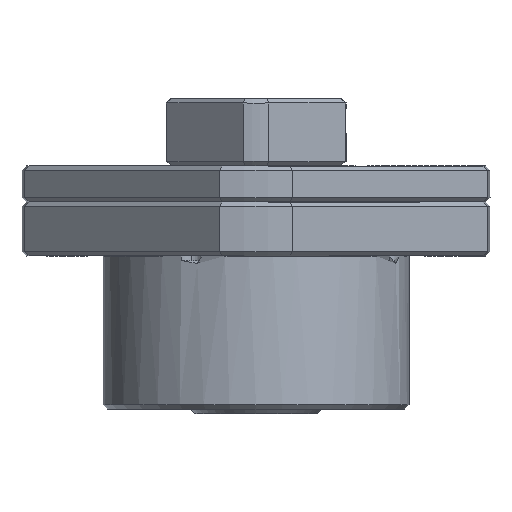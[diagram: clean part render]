
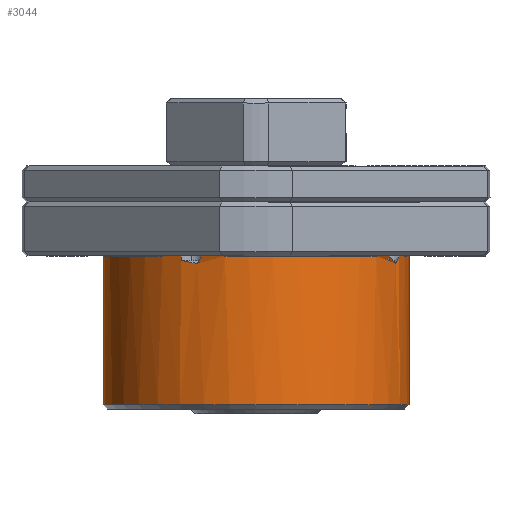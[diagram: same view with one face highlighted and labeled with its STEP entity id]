
A CAD part, front view. The second image highlights one B-rep face of the part: STEP entity #3044.
In plain terms, the highlighted cylindrical face has radius 17 mm (diameter 34 mm), a partial arc.
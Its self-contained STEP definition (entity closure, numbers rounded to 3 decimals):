
#111 = DIRECTION ( 'NONE',  ( -1., 0., 0. ) ) ;
#545 = VECTOR ( 'NONE', #3784, 1000. ) ;
#739 = CARTESIAN_POINT ( 'NONE',  ( 19.94, 4.619, 5.5 ) ) ;
#831 = DIRECTION ( 'NONE',  ( -1., 0., 0. ) ) ;
#836 = CARTESIAN_POINT ( 'NONE',  ( 52.833, -1.413, -2.75 ) ) ;
#1147 = CARTESIAN_POINT ( 'NONE',  ( 52.171, -2.943, 4.499 ) ) ;
#1251 = VECTOR ( 'NONE', #27233, 1000. ) ;
#1425 = CARTESIAN_POINT ( 'NONE',  ( 52.347, -2.565, 4.249 ) ) ;
#1811 = VERTEX_POINT ( 'NONE', #16116 ) ;
#2214 = VERTEX_POINT ( 'NONE', #20032 ) ;
#3044 = ADVANCED_FACE ( 'NONE', ( #20433 ), #27232, .T. ) ;
#3574 = CARTESIAN_POINT ( 'NONE',  ( 28.642, -10.218, 8.25 ) ) ;
#3784 = DIRECTION ( 'NONE',  ( 0., 0., -1. ) ) ;
#4612 = DIRECTION ( 'NONE',  ( 0., 0., 1. ) ) ;
#4924 = EDGE_CURVE ( 'NONE', #17366, #17564, #10067, .T. ) ;
#5090 = VERTEX_POINT ( 'NONE', #28126 ) ;
#5242 = EDGE_CURVE ( 'NONE', #6913, #5090, #15868, .T. ) ;
#5450 = ORIENTED_EDGE ( 'NONE', *, *, #6916, .F. ) ;
#5494 = B_SPLINE_CURVE_WITH_KNOTS ( 'NONE', 3,
 ( #8800, #6699, #8616, #12955 ),
 .UNSPECIFIED., .F., .F.,
 ( 4, 4 ),
 ( 0., 1. ),
 .UNSPECIFIED. ) ;
#5514 = CARTESIAN_POINT ( 'NONE',  ( 51.981, -3.314, 4.75 ) ) ;
#5756 = CARTESIAN_POINT ( 'NONE',  ( 52.444, -1.906, 4.657 ) ) ;
#5940 = CIRCLE ( 'NONE', #20256, 17. ) ;
#5979 = AXIS2_PLACEMENT_3D ( 'NONE', #21458, #8566, #23755 ) ;
#5994 = EDGE_CURVE ( 'NONE', #18041, #24707, #17037, .T. ) ;
#6032 = CARTESIAN_POINT ( 'NONE',  ( 36.94, 4.619, -11. ) ) ;
#6485 = ORIENTED_EDGE ( 'NONE', *, *, #4924, .F. ) ;
#6539 = VERTEX_POINT ( 'NONE', #26065 ) ;
#6699 = CARTESIAN_POINT ( 'NONE',  ( 29.006, -10.422, 4.75 ) ) ;
#6853 = CARTESIAN_POINT ( 'NONE',  ( 36.94, 4.619, 5.5 ) ) ;
#6876 = EDGE_CURVE ( 'NONE', #18060, #1811, #14594, .T. ) ;
#6913 = VERTEX_POINT ( 'NONE', #9222 ) ;
#6916 = EDGE_CURVE ( 'NONE', #10355, #25816, #13559, .T. ) ;
#7506 = DIRECTION ( 'NONE',  ( 0., 0., 1. ) ) ;
#7645 = AXIS2_PLACEMENT_3D ( 'NONE', #16195, #7506, #831 ) ;
#8055 = DIRECTION ( 'NONE',  ( 0., 0., -1. ) ) ;
#8064 = CARTESIAN_POINT ( 'NONE',  ( 36.94, 4.619, 5.5 ) ) ;
#8505 = ORIENTED_EDGE ( 'NONE', *, *, #6876, .T. ) ;
#8537 = ORIENTED_EDGE ( 'NONE', *, *, #5242, .F. ) ;
#8566 = DIRECTION ( 'NONE',  ( 0., 0., 1. ) ) ;
#8616 = CARTESIAN_POINT ( 'NONE',  ( 29.377, -10.612, 4.499 ) ) ;
#8800 = CARTESIAN_POINT ( 'NONE',  ( 28.642, -10.218, 5. ) ) ;
#9222 = CARTESIAN_POINT ( 'NONE',  ( 51.777, -3.678, 5.5 ) ) ;
#9896 = CARTESIAN_POINT ( 'NONE',  ( 51.777, -3.678, 5. ) ) ;
#10067 = LINE ( 'NONE', #12420, #545 ) ;
#10211 = EDGE_CURVE ( 'NONE', #24707, #6913, #24625, .T. ) ;
#10355 = VERTEX_POINT ( 'NONE', #5756 ) ;
#11920 = AXIS2_PLACEMENT_3D ( 'NONE', #6032, #8055, #25683 ) ;
#12420 = CARTESIAN_POINT ( 'NONE',  ( 53.94, 4.619, 5.5 ) ) ;
#12581 = ORIENTED_EDGE ( 'NONE', *, *, #5994, .F. ) ;
#12955 = CARTESIAN_POINT ( 'NONE',  ( 29.755, -10.788, 4.249 ) ) ;
#13150 = VECTOR ( 'NONE', #21929, 1000. ) ;
#13559 = LINE ( 'NONE', #836, #1251 ) ;
#14157 = CIRCLE ( 'NONE', #11920, 17. ) ;
#14594 = LINE ( 'NONE', #739, #26502 ) ;
#14781 = CIRCLE ( 'NONE', #5979, 17. ) ;
#15345 = EDGE_CURVE ( 'NONE', #5090, #10355, #15853, .T. ) ;
#15588 = CARTESIAN_POINT ( 'NONE',  ( 52.833, -1.413, 5.5 ) ) ;
#15853 = B_SPLINE_CURVE_WITH_KNOTS ( 'NONE', 3,
 ( #9896, #5514, #1147, #1425 ),
 .UNSPECIFIED., .F., .F.,
 ( 4, 4 ),
 ( 0., 1. ),
 .UNSPECIFIED. ) ;
#15868 = LINE ( 'NONE', #26213, #13150 ) ;
#15912 = DIRECTION ( 'NONE',  ( 0., 0., -1. ) ) ;
#15983 = ORIENTED_EDGE ( 'NONE', *, *, #27980, .F. ) ;
#16116 = CARTESIAN_POINT ( 'NONE',  ( 19.94, 4.619, -11. ) ) ;
#16195 = CARTESIAN_POINT ( 'NONE',  ( 36.94, 4.619, 5.5 ) ) ;
#16355 = VECTOR ( 'NONE', #4612, 1000. ) ;
#16576 = CARTESIAN_POINT ( 'NONE',  ( 30.907, -11.274, 5.5 ) ) ;
#17037 = LINE ( 'NONE', #23530, #16355 ) ;
#17366 = VERTEX_POINT ( 'NONE', #27791 ) ;
#17455 = EDGE_CURVE ( 'NONE', #2214, #18041, #5494, .T. ) ;
#17564 = VERTEX_POINT ( 'NONE', #20070 ) ;
#18041 = VERTEX_POINT ( 'NONE', #24522 ) ;
#18060 = VERTEX_POINT ( 'NONE', #18230 ) ;
#18230 = CARTESIAN_POINT ( 'NONE',  ( 19.94, 4.619, 5.5 ) ) ;
#18952 = DIRECTION ( 'NONE',  ( 0., 0., 1. ) ) ;
#19543 = ORIENTED_EDGE ( 'NONE', *, *, #25560, .F. ) ;
#20032 = CARTESIAN_POINT ( 'NONE',  ( 28.642, -10.218, 5. ) ) ;
#20070 = CARTESIAN_POINT ( 'NONE',  ( 53.94, 4.619, -11. ) ) ;
#20196 = EDGE_LOOP ( 'NONE', ( #6485, #20370, #5450, #23264, #8537, #28159, #12581, #20366, #22336, #19543, #8505, #15983 ) ) ;
#20256 = AXIS2_PLACEMENT_3D ( 'NONE', #8064, #18952, #25886 ) ;
#20366 = ORIENTED_EDGE ( 'NONE', *, *, #17455, .F. ) ;
#20370 = ORIENTED_EDGE ( 'NONE', *, *, #26755, .F. ) ;
#20433 = FACE_OUTER_BOUND ( 'NONE', #20196, .T. ) ;
#21053 = DIRECTION ( 'NONE',  ( 0., 0., -1. ) ) ;
#21458 = CARTESIAN_POINT ( 'NONE',  ( 36.94, 4.619, 5.5 ) ) ;
#21711 = VECTOR ( 'NONE', #21053, 1000. ) ;
#21929 = DIRECTION ( 'NONE',  ( 0., 0., -1. ) ) ;
#22058 = EDGE_CURVE ( 'NONE', #6539, #2214, #27494, .T. ) ;
#22127 = DIRECTION ( 'NONE',  ( 0., 0., -1. ) ) ;
#22336 = ORIENTED_EDGE ( 'NONE', *, *, #22058, .F. ) ;
#23264 = ORIENTED_EDGE ( 'NONE', *, *, #15345, .F. ) ;
#23530 = CARTESIAN_POINT ( 'NONE',  ( 30.907, -11.274, -2.75 ) ) ;
#23755 = DIRECTION ( 'NONE',  ( -1., 0., 0. ) ) ;
#24117 = AXIS2_PLACEMENT_3D ( 'NONE', #6853, #22127, #111 ) ;
#24522 = CARTESIAN_POINT ( 'NONE',  ( 30.414, -10.885, 4.657 ) ) ;
#24625 = CIRCLE ( 'NONE', #7645, 17. ) ;
#24707 = VERTEX_POINT ( 'NONE', #16576 ) ;
#25560 = EDGE_CURVE ( 'NONE', #18060, #6539, #5940, .T. ) ;
#25683 = DIRECTION ( 'NONE',  ( -1., 0., 0. ) ) ;
#25816 = VERTEX_POINT ( 'NONE', #15588 ) ;
#25886 = DIRECTION ( 'NONE',  ( -1., 0., 0. ) ) ;
#26065 = CARTESIAN_POINT ( 'NONE',  ( 28.642, -10.218, 5.5 ) ) ;
#26213 = CARTESIAN_POINT ( 'NONE',  ( 51.777, -3.678, 8.25 ) ) ;
#26502 = VECTOR ( 'NONE', #15912, 1000. ) ;
#26755 = EDGE_CURVE ( 'NONE', #25816, #17366, #14781, .T. ) ;
#27232 = CYLINDRICAL_SURFACE ( 'NONE', #24117, 17. ) ;
#27233 = DIRECTION ( 'NONE',  ( 0., 0., 1. ) ) ;
#27494 = LINE ( 'NONE', #3574, #21711 ) ;
#27791 = CARTESIAN_POINT ( 'NONE',  ( 53.94, 4.619, 5.5 ) ) ;
#27980 = EDGE_CURVE ( 'NONE', #17564, #1811, #14157, .T. ) ;
#28126 = CARTESIAN_POINT ( 'NONE',  ( 51.777, -3.678, 5. ) ) ;
#28159 = ORIENTED_EDGE ( 'NONE', *, *, #10211, .F. ) ;
